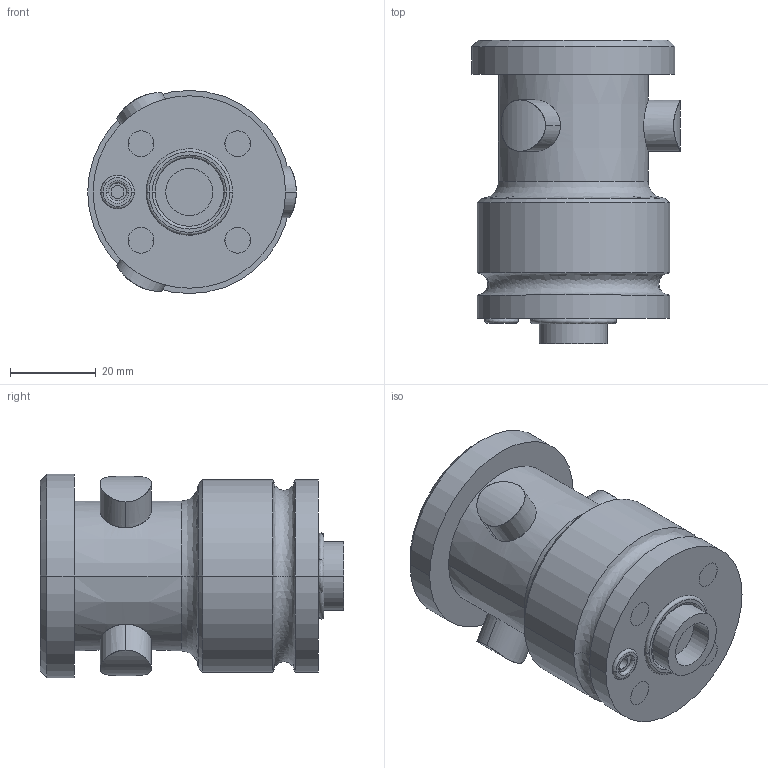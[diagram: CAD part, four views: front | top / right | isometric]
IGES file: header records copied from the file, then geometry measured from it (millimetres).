
Start section:  PTC IGES file: ilc15821701.igs
Global section: file name: ilc15821701.igs; native system: Creo Parametric by Parametric Technology Corporation; preprocessor: 2013320; author: jweaver; organization: Unknown; date: 20200430.112539; units: inch
Bounding box: 48.75 x 71 x 47.5 mm (x, y, z)
Surface area: 16586.1 mm2 (no closed solid volume)
Topology: 0 solids, 0 shells, 89 faces, 354 edges, 346 vertices
Faces by surface type: revolution 71, bspline 18
